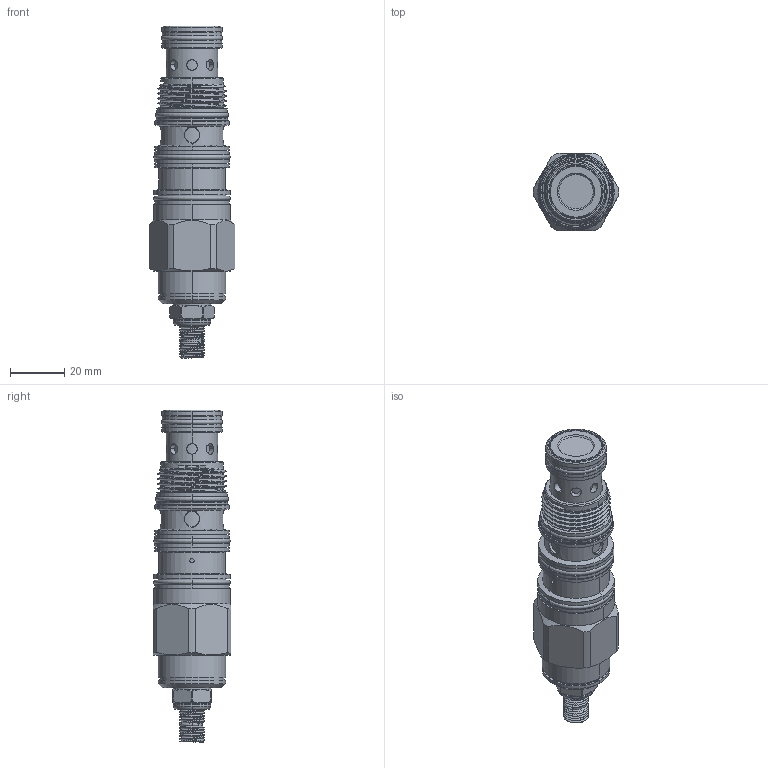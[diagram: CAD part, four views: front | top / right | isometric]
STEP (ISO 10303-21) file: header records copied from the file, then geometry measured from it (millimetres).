
FILE_DESCRIPTION (( 'STEP AP203' ), '1' );
FILE_NAME ('DD22A4Q-L.STEP', '2023-11-29T07:03:24', ( '' ), ( '' ), 'SwSTEP 2.0', 'SolidWorks 2018', '' );
FILE_SCHEMA (( 'CONFIG_CONTROL_DESIGN' ));
Length unit declared in the file: millimetre
Products named in the file (1): DD22A4Q-L
Bounding box: 31.59 x 28.57 x 122.3 mm (x, y, z)
Volume: 53642.7 mm3; surface area: 13780.3 mm2
Topology: 1 solids, 1 shells, 371 faces, 873 edges, 545 vertices
Faces by surface type: cylinder 193, cone 69, plane 65, torus 38, bspline 6
Entity records: 16464 total; most frequent: CARTESIAN_POINT 8123, ORIENTED_EDGE 1746, DIRECTION 1736, EDGE_CURVE 873, AXIS2_PLACEMENT_3D 730, VERTEX_POINT 545, EDGE_LOOP 414, ADVANCED_FACE 371
